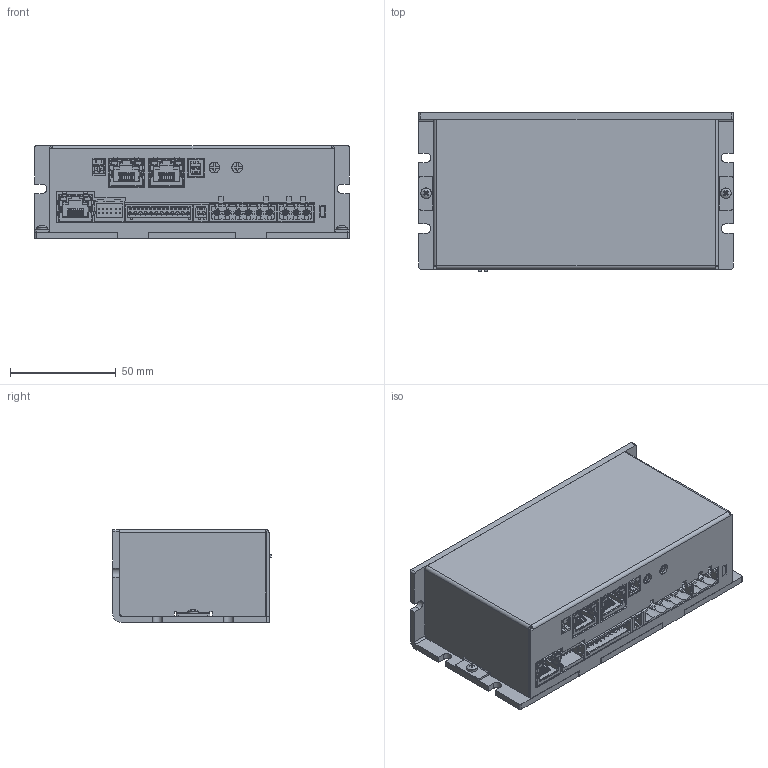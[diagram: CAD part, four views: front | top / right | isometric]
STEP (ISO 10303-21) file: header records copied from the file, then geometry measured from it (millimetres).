
FILE_DESCRIPTION((''),'2;1');
FILE_NAME('CANOpen.stp','2014-02-24T16:35:56',('Administrator'),(''),'Autodesk Inventor 2013','Autodesk Inventor 2013','');
FILE_SCHEMA(('AUTOMOTIVE_DESIGN { 1 0 10303 214 1 1 1 1 }'));
Length unit declared in the file: millimetre
Products named in the file (17): Deckel-CANOpen+Winkel; N5-Deckel-CANOpen; 691313710003; 6913137100xx_PIN; 691313710006; RJ45-WE; S12B-PADSS-1; 1881448; 1881545; swith; 418311270802; 螺钉 GB/T 818-2000 H 型 M2.5 x 3; N5_Winkel; led light2
Assembly tree (28 placements, depth 3):
  Deckel-CANOpen+Winkel
    N5-Deckel-CANOpen
    691313710003
      6913137100xx_PIN  x3
      691313710003
    691313710006
      6913137100xx_PIN  x6
      691313710006
    RJ45-WE  x3
    S12B-PADSS-1
    1881448  x2
    1881545
    swith  x2
    418311270802
    螺钉 GB/T 818-2000 H 型 M2.5 x 3  x2
    N5_Winkel
    led light2
Bounding box: 149 x 74.97 x 44 mm (x, y, z)
Volume: 85918.1 mm3; surface area: 98287.6 mm2
Topology: 28 solids, 28 shells, 5554 faces, 14399 edges, 9088 vertices
Faces by surface type: plane 3816, cylinder 1161, bspline 484, sphere 44, cone 39, torus 10
Full cylindrical faces by diameter (mm): 0.457 x3, 0.75 x9, 1.2 x16, 1.6 x13, 2.013 x2, 2.208 x2, 2.5 x2, 2.75 x9, 3.242 x1, 4.2 x5, 5 x6
Entity records: 97227 total; most frequent: CARTESIAN_POINT 20709, ORIENTED_EDGE 15616, DIRECTION 14244, EDGE_CURVE 7808, VECTOR 6154, LINE 6154, VERTEX_POINT 5051, AXIS2_PLACEMENT_3D 4045
